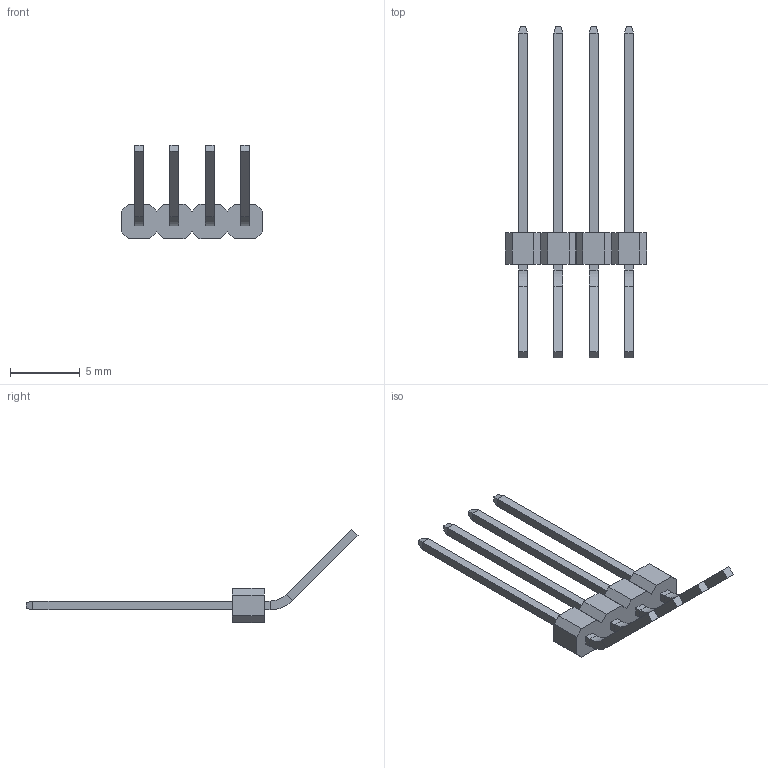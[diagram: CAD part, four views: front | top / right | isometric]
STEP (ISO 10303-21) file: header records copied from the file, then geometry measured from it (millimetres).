
FILE_DESCRIPTION (( 'STEP AP214' ), '1' );
FILE_NAME ('4pin_45grados.STEP', '2021-04-08T12:16:51', ( '' ), ( '' ), 'SwSTEP 2.0', 'SolidWorks 2020', '' );
FILE_SCHEMA (( 'AUTOMOTIVE_DESIGN' ));
Length unit declared in the file: millimetre
Products named in the file (1): 4pin_45grados
Bounding box: 10.16 x 23.85 x 6.74 mm (x, y, z)
Volume: 91.5 mm3; surface area: 345.7 mm2
Topology: 1 solids, 1 shells, 126 faces, 300 edges, 184 vertices
Faces by surface type: plane 118, cylinder 8
Entity records: 4518 total; most frequent: CARTESIAN_POINT 611, ORIENTED_EDGE 600, DIRECTION 570, EDGE_CURVE 300, VECTOR 284, LINE 284, VERTEX_POINT 184, AXIS2_PLACEMENT_3D 143
